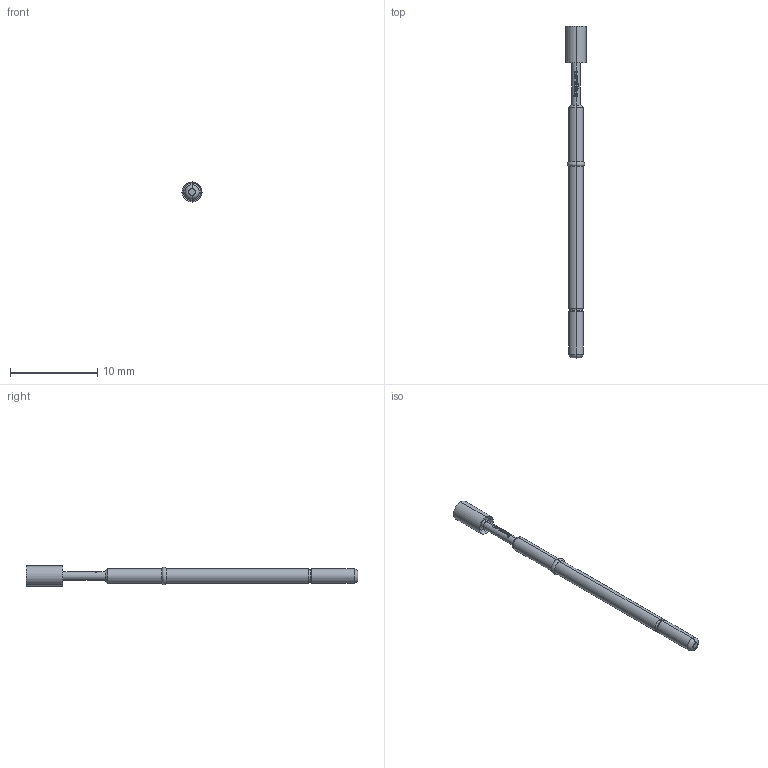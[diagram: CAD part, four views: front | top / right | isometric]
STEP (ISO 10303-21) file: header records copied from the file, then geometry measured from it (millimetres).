
FILE_DESCRIPTION (( 'STEP AP203' ), '1' );
FILE_NAME ('INGUN_GKS-112_006_230_A_xx07.STEP', '2022-01-10T08:15:18', ( 'ochi' ), ( '' ), 'SwSTEP 2.0', 'SolidWorks 2018', '' );
FILE_SCHEMA (( 'CONFIG_CONTROL_DESIGN' ));
Length unit declared in the file: millimetre
Products named in the file (1): INGUN_GKS-112_006_230_A_xx07
Bounding box: 2.3 x 38.1 x 2.3 mm (x, y, z)
Volume: 79.1 mm3; surface area: 222 mm2
Topology: 1 solids, 1 shells, 185 faces, 454 edges, 277 vertices
Faces by surface type: plane 102, cylinder 35, bspline 22, cone 18, torus 8
Entity records: 5707 total; most frequent: CARTESIAN_POINT 1585, ORIENTED_EDGE 908, DIRECTION 776, EDGE_CURVE 454, AXIS2_PLACEMENT_3D 300, VERTEX_POINT 277, EDGE_LOOP 191, FACE_OUTER_BOUND 185
